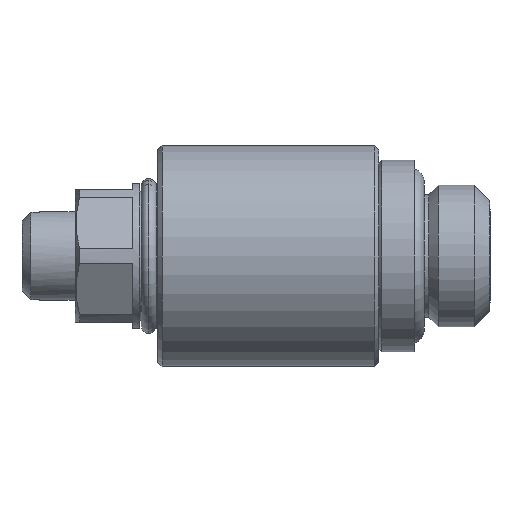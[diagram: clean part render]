
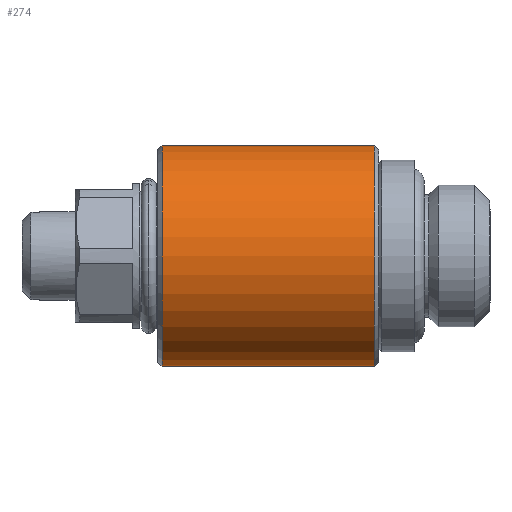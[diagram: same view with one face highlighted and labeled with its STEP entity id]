
A CAD part, left-side view. The second image highlights one B-rep face of the part: STEP entity #274.
In plain terms, the highlighted cylindrical face has radius 7.5 mm (diameter 15 mm), a partial arc.
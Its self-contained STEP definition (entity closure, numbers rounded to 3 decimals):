
#66 = EDGE_CURVE ( 'NONE', #77, #112, #923, .T. ) ;
#72 = EDGE_CURVE ( 'NONE', #168, #100, #1300, .T. ) ;
#77 = VERTEX_POINT ( 'NONE', #1269 ) ;
#100 = VERTEX_POINT ( 'NONE', #960 ) ;
#112 = VERTEX_POINT ( 'NONE', #1483 ) ;
#168 = VERTEX_POINT ( 'NONE', #1687 ) ;
#264 = EDGE_LOOP ( 'NONE', ( #275, #281, #269, #270 ) ) ;
#269 = ORIENTED_EDGE ( 'NONE', *, *, #66, .T. ) ;
#270 = ORIENTED_EDGE ( 'NONE', *, *, #271, .F. ) ;
#271 = EDGE_CURVE ( 'NONE', #100, #112, #1923, .T. ) ;
#274 = ADVANCED_FACE ( 'NONE', ( #1921 ), #2007, .T. ) ;
#275 = ORIENTED_EDGE ( 'NONE', *, *, #72, .F. ) ;
#281 = ORIENTED_EDGE ( 'NONE', *, *, #282, .T. ) ;
#282 = EDGE_CURVE ( 'NONE', #168, #77, #1943, .T. ) ;
#920 = DIRECTION ( 'NONE',  ( 0., -1., 0. ) ) ;
#921 = VECTOR ( 'NONE', #920, 1000. ) ;
#922 = CARTESIAN_POINT ( 'NONE',  ( 0., 5.519, -7.5 ) ) ;
#923 = LINE ( 'NONE', #922, #921 ) ;
#960 = CARTESIAN_POINT ( 'NONE',  ( 0., 8.2, 7.5 ) ) ;
#1269 = CARTESIAN_POINT ( 'NONE',  ( 0., 22.6, -7.5 ) ) ;
#1297 = DIRECTION ( 'NONE',  ( 0., -1., 0. ) ) ;
#1298 = VECTOR ( 'NONE', #1297, 1000. ) ;
#1299 = CARTESIAN_POINT ( 'NONE',  ( 0., 5.519, 7.5 ) ) ;
#1300 = LINE ( 'NONE', #1299, #1298 ) ;
#1483 = CARTESIAN_POINT ( 'NONE',  ( 0., 8.2, -7.5 ) ) ;
#1687 = CARTESIAN_POINT ( 'NONE',  ( 0., 22.6, 7.5 ) ) ;
#1919 = DIRECTION ( 'NONE',  ( 0., 0., -1. ) ) ;
#1920 = DIRECTION ( 'NONE',  ( 0., -1., 0. ) ) ;
#1921 = FACE_OUTER_BOUND ( 'NONE', #264, .T. ) ;
#1923 = CIRCLE ( 'NONE', #1983, 7.5 ) ;
#1940 = AXIS2_PLACEMENT_3D ( 'NONE', #2009, #2008, #2006 ) ;
#1941 = CARTESIAN_POINT ( 'NONE',  ( 0., 22.6, 0. ) ) ;
#1942 = AXIS2_PLACEMENT_3D ( 'NONE', #1941, #1981, #1980 ) ;
#1943 = CIRCLE ( 'NONE', #1942, 7.5 ) ;
#1980 = DIRECTION ( 'NONE',  ( 0., 0., -1. ) ) ;
#1981 = DIRECTION ( 'NONE',  ( 0., -1., 0. ) ) ;
#1983 = AXIS2_PLACEMENT_3D ( 'NONE', #1990, #1920, #1919 ) ;
#1990 = CARTESIAN_POINT ( 'NONE',  ( 0., 8.2, 0. ) ) ;
#2006 = DIRECTION ( 'NONE',  ( 0., 0., -1. ) ) ;
#2007 = CYLINDRICAL_SURFACE ( 'NONE', #1940, 7.5 ) ;
#2008 = DIRECTION ( 'NONE',  ( 0., -1., 0. ) ) ;
#2009 = CARTESIAN_POINT ( 'NONE',  ( 0., 5.519, 0. ) ) ;
